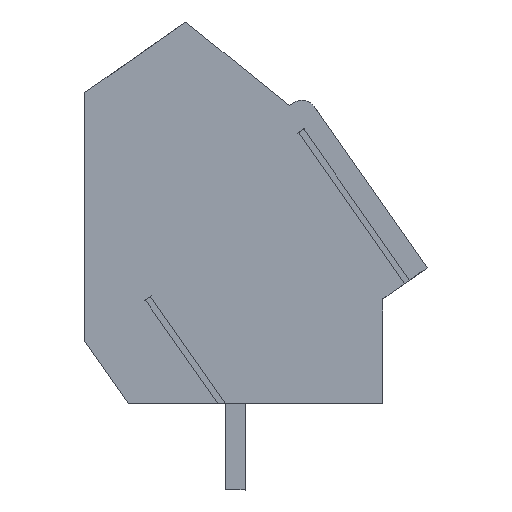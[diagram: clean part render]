
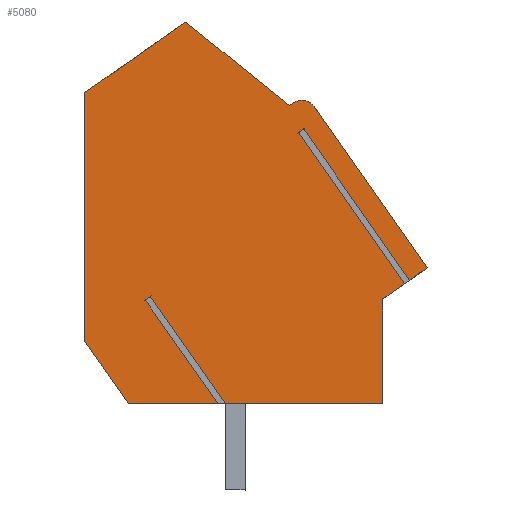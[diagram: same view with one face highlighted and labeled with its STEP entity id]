
A CAD part, left-side view. The second image highlights one B-rep face of the part: STEP entity #5080.
In plain terms, the highlighted planar face has unit normal (-1, 0, 0).
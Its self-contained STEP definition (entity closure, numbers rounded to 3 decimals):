
#4932=AXIS2_PLACEMENT_3D('Plane Axis2P3D',#4929,#4930,#4931) ;
#4952=AXIS2_PLACEMENT_3D('Circle Axis2P3D',#4950,#4951,$) ;
#4929=CARTESIAN_POINT('Axis2P3D Location',(0.,13.9,0.)) ;
#4934=CARTESIAN_POINT('Line Origine',(0.,0.358,8.767)) ;
#4938=CARTESIAN_POINT('Vertex',(0.,0.717,8.516)) ;
#4940=CARTESIAN_POINT('Vertex',(0.,0.,9.018)) ;
#4943=CARTESIAN_POINT('Line Origine',(0.,2.294,12.295)) ;
#4947=CARTESIAN_POINT('Vertex',(0.,4.589,15.572)) ;
#4950=CARTESIAN_POINT('Axis2P3D Location',(0.,5.08,15.227)) ;
#4954=CARTESIAN_POINT('Vertex',(0.,5.424,15.719)) ;
#4957=CARTESIAN_POINT('Line Origine',(0.,5.506,15.662)) ;
#4961=CARTESIAN_POINT('Vertex',(0.,5.588,15.604)) ;
#4964=CARTESIAN_POINT('Line Origine',(0.,7.696,17.302)) ;
#4968=CARTESIAN_POINT('Vertex',(0.,9.804,19.)) ;
#4971=CARTESIAN_POINT('Line Origine',(0.,11.852,17.566)) ;
#4975=CARTESIAN_POINT('Vertex',(0.,13.9,16.132)) ;
#4978=CARTESIAN_POINT('Line Origine',(0.,13.9,11.081)) ;
#4982=CARTESIAN_POINT('Vertex',(0.,13.9,6.03)) ;
#4985=CARTESIAN_POINT('Line Origine',(0.,13.014,4.765)) ;
#4989=CARTESIAN_POINT('Vertex',(0.,12.128,3.5)) ;
#4992=CARTESIAN_POINT('Line Origine',(0.,10.312,3.5)) ;
#4996=CARTESIAN_POINT('Vertex',(0.,8.496,3.5)) ;
#4999=CARTESIAN_POINT('Line Origine',(0.,9.972,5.608)) ;
#5003=CARTESIAN_POINT('Vertex',(0.,11.448,7.716)) ;
#5006=CARTESIAN_POINT('Line Origine',(0.,11.346,7.788)) ;
#5010=CARTESIAN_POINT('Vertex',(0.,11.244,7.859)) ;
#5013=CARTESIAN_POINT('Line Origine',(0.,9.718,5.68)) ;
#5017=CARTESIAN_POINT('Vertex',(0.,8.192,3.5)) ;
#5020=CARTESIAN_POINT('Line Origine',(0.,4.996,3.5)) ;
#5024=CARTESIAN_POINT('Vertex',(0.,1.8,3.5)) ;
#5027=CARTESIAN_POINT('Line Origine',(0.,1.8,5.629)) ;
#5031=CARTESIAN_POINT('Vertex',(0.,1.8,7.758)) ;
#5034=CARTESIAN_POINT('Line Origine',(0.,1.361,8.066)) ;
#5038=CARTESIAN_POINT('Vertex',(0.,0.921,8.373)) ;
#5041=CARTESIAN_POINT('Line Origine',(0.,3.072,11.445)) ;
#5045=CARTESIAN_POINT('Vertex',(0.,5.223,14.517)) ;
#5048=CARTESIAN_POINT('Line Origine',(0.,5.121,14.588)) ;
#5052=CARTESIAN_POINT('Vertex',(0.,5.019,14.66)) ;
#5055=CARTESIAN_POINT('Line Origine',(0.,2.868,11.588)) ;
#4930=DIRECTION('Axis2P3D Direction',(-1.,0.,0.)) ;
#4931=DIRECTION('Axis2P3D XDirection',(0.,-1.,0.)) ;
#4935=DIRECTION('Vector Direction',(0.,0.819,-0.574)) ;
#4944=DIRECTION('Vector Direction',(0.,-0.574,-0.819)) ;
#4951=DIRECTION('Axis2P3D Direction',(-1.,0.,0.)) ;
#4958=DIRECTION('Vector Direction',(0.,-0.819,0.574)) ;
#4965=DIRECTION('Vector Direction',(0.,-0.779,-0.627)) ;
#4972=DIRECTION('Vector Direction',(0.,-0.819,0.574)) ;
#4979=DIRECTION('Vector Direction',(0.,0.,1.)) ;
#4986=DIRECTION('Vector Direction',(0.,0.574,0.819)) ;
#4993=DIRECTION('Vector Direction',(0.,1.,0.)) ;
#5000=DIRECTION('Vector Direction',(0.,-0.574,-0.819)) ;
#5007=DIRECTION('Vector Direction',(0.,0.819,-0.574)) ;
#5014=DIRECTION('Vector Direction',(0.,-0.574,-0.819)) ;
#5021=DIRECTION('Vector Direction',(0.,1.,0.)) ;
#5028=DIRECTION('Vector Direction',(0.,0.,-1.)) ;
#5035=DIRECTION('Vector Direction',(0.,0.819,-0.574)) ;
#5042=DIRECTION('Vector Direction',(0.,-0.574,-0.819)) ;
#5049=DIRECTION('Vector Direction',(0.,0.819,-0.574)) ;
#5056=DIRECTION('Vector Direction',(0.,-0.574,-0.819)) ;
#4936=VECTOR('Line Direction',#4935,1.) ;
#4945=VECTOR('Line Direction',#4944,1.) ;
#4959=VECTOR('Line Direction',#4958,1.) ;
#4966=VECTOR('Line Direction',#4965,1.) ;
#4973=VECTOR('Line Direction',#4972,1.) ;
#4980=VECTOR('Line Direction',#4979,1.) ;
#4987=VECTOR('Line Direction',#4986,1.) ;
#4994=VECTOR('Line Direction',#4993,1.) ;
#5001=VECTOR('Line Direction',#5000,1.) ;
#5008=VECTOR('Line Direction',#5007,1.) ;
#5015=VECTOR('Line Direction',#5014,1.) ;
#5022=VECTOR('Line Direction',#5021,1.) ;
#5029=VECTOR('Line Direction',#5028,1.) ;
#5036=VECTOR('Line Direction',#5035,1.) ;
#5043=VECTOR('Line Direction',#5042,1.) ;
#5050=VECTOR('Line Direction',#5049,1.) ;
#5057=VECTOR('Line Direction',#5056,1.) ;
#5061=ORIENTED_EDGE('',*,*,#4942,.T.) ;
#5062=ORIENTED_EDGE('',*,*,#4949,.T.) ;
#5063=ORIENTED_EDGE('',*,*,#4956,.T.) ;
#5064=ORIENTED_EDGE('',*,*,#4963,.T.) ;
#5065=ORIENTED_EDGE('',*,*,#4970,.T.) ;
#5066=ORIENTED_EDGE('',*,*,#4977,.T.) ;
#5067=ORIENTED_EDGE('',*,*,#4984,.T.) ;
#5068=ORIENTED_EDGE('',*,*,#4991,.T.) ;
#5069=ORIENTED_EDGE('',*,*,#4998,.T.) ;
#5070=ORIENTED_EDGE('',*,*,#5005,.F.) ;
#5071=ORIENTED_EDGE('',*,*,#5012,.F.) ;
#5072=ORIENTED_EDGE('',*,*,#5019,.T.) ;
#5073=ORIENTED_EDGE('',*,*,#5026,.T.) ;
#5074=ORIENTED_EDGE('',*,*,#5033,.T.) ;
#5075=ORIENTED_EDGE('',*,*,#5040,.T.) ;
#5076=ORIENTED_EDGE('',*,*,#5047,.F.) ;
#5077=ORIENTED_EDGE('',*,*,#5054,.F.) ;
#5078=ORIENTED_EDGE('',*,*,#5059,.T.) ;
#5080=ADVANCED_FACE('HOUSING',(#5079),#4933,.T.) ;
#4953=CIRCLE('generated circle',#4952,0.6) ;
#4942=EDGE_CURVE('',#4939,#4941,#4937,.F.) ;
#4949=EDGE_CURVE('',#4941,#4948,#4946,.F.) ;
#4956=EDGE_CURVE('',#4948,#4955,#4953,.T.) ;
#4963=EDGE_CURVE('',#4955,#4962,#4960,.F.) ;
#4970=EDGE_CURVE('',#4962,#4969,#4967,.F.) ;
#4977=EDGE_CURVE('',#4969,#4976,#4974,.F.) ;
#4984=EDGE_CURVE('',#4976,#4983,#4981,.F.) ;
#4991=EDGE_CURVE('',#4983,#4990,#4988,.F.) ;
#4998=EDGE_CURVE('',#4990,#4997,#4995,.F.) ;
#5005=EDGE_CURVE('',#5004,#4997,#5002,.T.) ;
#5012=EDGE_CURVE('',#5011,#5004,#5009,.T.) ;
#5019=EDGE_CURVE('',#5011,#5018,#5016,.T.) ;
#5026=EDGE_CURVE('',#5018,#5025,#5023,.F.) ;
#5033=EDGE_CURVE('',#5025,#5032,#5030,.F.) ;
#5040=EDGE_CURVE('',#5032,#5039,#5037,.F.) ;
#5047=EDGE_CURVE('',#5046,#5039,#5044,.T.) ;
#5054=EDGE_CURVE('',#5053,#5046,#5051,.T.) ;
#5059=EDGE_CURVE('',#5053,#4939,#5058,.T.) ;
#5060=EDGE_LOOP('',(#5061,#5062,#5063,#5064,#5065,#5066,#5067,#5068,#5069,#5070,#5071,#5072,#5073,#5074,#5075,#5076,#5077,#5078)) ;
#5079=FACE_OUTER_BOUND('',#5060,.T.) ;
#4937=LINE('Line',#4934,#4936) ;
#4946=LINE('Line',#4943,#4945) ;
#4960=LINE('Line',#4957,#4959) ;
#4967=LINE('Line',#4964,#4966) ;
#4974=LINE('Line',#4971,#4973) ;
#4981=LINE('Line',#4978,#4980) ;
#4988=LINE('Line',#4985,#4987) ;
#4995=LINE('Line',#4992,#4994) ;
#5002=LINE('Line',#4999,#5001) ;
#5009=LINE('Line',#5006,#5008) ;
#5016=LINE('Line',#5013,#5015) ;
#5023=LINE('Line',#5020,#5022) ;
#5030=LINE('Line',#5027,#5029) ;
#5037=LINE('Line',#5034,#5036) ;
#5044=LINE('Line',#5041,#5043) ;
#5051=LINE('Line',#5048,#5050) ;
#5058=LINE('Line',#5055,#5057) ;
#4933=PLANE('',#4932) ;
#4939=VERTEX_POINT('',#4938) ;
#4941=VERTEX_POINT('',#4940) ;
#4948=VERTEX_POINT('',#4947) ;
#4955=VERTEX_POINT('',#4954) ;
#4962=VERTEX_POINT('',#4961) ;
#4969=VERTEX_POINT('',#4968) ;
#4976=VERTEX_POINT('',#4975) ;
#4983=VERTEX_POINT('',#4982) ;
#4990=VERTEX_POINT('',#4989) ;
#4997=VERTEX_POINT('',#4996) ;
#5004=VERTEX_POINT('',#5003) ;
#5011=VERTEX_POINT('',#5010) ;
#5018=VERTEX_POINT('',#5017) ;
#5025=VERTEX_POINT('',#5024) ;
#5032=VERTEX_POINT('',#5031) ;
#5039=VERTEX_POINT('',#5038) ;
#5046=VERTEX_POINT('',#5045) ;
#5053=VERTEX_POINT('',#5052) ;
